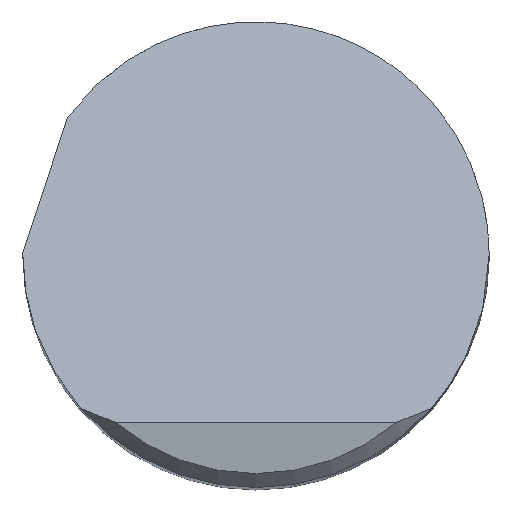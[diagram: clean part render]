
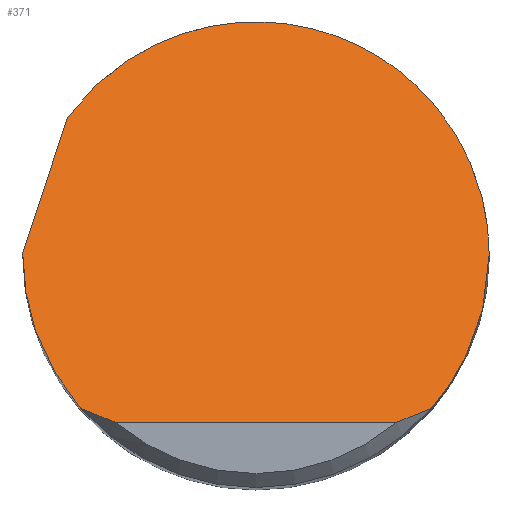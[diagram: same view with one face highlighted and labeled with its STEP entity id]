
A CAD part, top view. The second image highlights one B-rep face of the part: STEP entity #371.
In plain terms, the highlighted planar face has unit normal (0, 0.707, 0.707).
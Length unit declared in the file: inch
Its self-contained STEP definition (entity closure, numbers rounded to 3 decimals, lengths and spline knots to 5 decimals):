
#24 = VERTEX_POINT ( 'NONE', #304 ) ;
#25 = EDGE_CURVE ( 'NONE', #709, #696, #838, .T. ) ;
#28 = AXIS2_PLACEMENT_3D ( 'NONE', #201, #528, #198 ) ;
#32 = EDGE_CURVE ( 'NONE', #709, #80, #444, .T. ) ;
#39 = ORIENTED_EDGE ( 'NONE', *, *, #639, .F. ) ;
#42 = CARTESIAN_POINT ( 'NONE',  ( -0.15108, -0.18, 3. ) ) ;
#46 = CARTESIAN_POINT ( 'NONE',  ( -0.30701, -0.17058, 2.99058 ) ) ;
#51 = VERTEX_POINT ( 'NONE', #708 ) ;
#55 = CARTESIAN_POINT ( 'NONE',  ( 0.15108, -0.18, 3. ) ) ;
#57 = ORIENTED_EDGE ( 'NONE', *, *, #337, .T. ) ;
#64 = ORIENTED_EDGE ( 'NONE', *, *, #504, .F. ) ;
#75 = CARTESIAN_POINT ( 'NONE',  ( -0.25, 0., 2.82 ) ) ;
#80 = VERTEX_POINT ( 'NONE', #300 ) ;
#84 = PLANE ( 'NONE',  #28 ) ;
#86 = B_SPLINE_CURVE_WITH_KNOTS ( 'NONE', 3,
 ( #55, #321, #436, #587 ),
 .UNSPECIFIED., .F., .F.,
 ( 4, 4 ),
 ( 0., 0.00108 ),
 .UNSPECIFIED. ) ;
#90 = CARTESIAN_POINT ( 'NONE',  ( -0.18782, -0.165, 2.985 ) ) ;
#94 = CARTESIAN_POINT ( 'NONE',  ( -0.22834, -0.11887, 2.93887 ) ) ;
#116 = DIRECTION ( 'NONE',  ( 0.227, 0.689, -0.689 ) ) ;
#130 = CARTESIAN_POINT ( 'NONE',  ( 0., -0.18, 3. ) ) ;
#142 = CARTESIAN_POINT ( 'NONE',  ( 0.18782, -0.165, 2.985 ) ) ;
#148 =( BOUNDED_CURVE ( )  B_SPLINE_CURVE ( 3, ( #222, #164, #151, #702 ),
 .UNSPECIFIED., .F., .T. ) 
 B_SPLINE_CURVE_WITH_KNOTS ( ( 4, 4 ),
 ( 4.71239, 4.72039 ),
 .UNSPECIFIED. ) 
 CURVE ( )  GEOMETRIC_REPRESENTATION_ITEM ( )  RATIONAL_B_SPLINE_CURVE ( ( 1., 1., 1., 1. ) ) 
 REPRESENTATION_ITEM ( '' )  );
#151 = CARTESIAN_POINT ( 'NONE',  ( -0.25, 0.00133, 2.81867 ) ) ;
#156 = CARTESIAN_POINT ( 'NONE',  ( -0.16367, -0.17542, 2.99542 ) ) ;
#163 = CARTESIAN_POINT ( 'NONE',  ( -0.20198, 0.14732, 2.67268 ) ) ;
#164 = CARTESIAN_POINT ( 'NONE',  ( -0.25, 0.00067, 2.81933 ) ) ;
#170 = CARTESIAN_POINT ( 'NONE',  ( -0.25, -0.06141, 2.88141 ) ) ;
#182 = EDGE_LOOP ( 'NONE', ( #57, #397, #503, #722, #39, #64, #747, #336 ) ) ;
#186 = EDGE_CURVE ( 'NONE', #51, #847, #86, .T. ) ;
#198 = DIRECTION ( 'NONE',  ( 0., 0.707, -0.707 ) ) ;
#201 = CARTESIAN_POINT ( 'NONE',  ( -0.25, -0.18, 3. ) ) ;
#222 = CARTESIAN_POINT ( 'NONE',  ( -0.25, 0., 2.82 ) ) ;
#228 = VERTEX_POINT ( 'NONE', #854 ) ;
#265 = FACE_OUTER_BOUND ( 'NONE', #182, .T. ) ;
#286 = EDGE_CURVE ( 'NONE', #24, #847, #789, .T. ) ;
#293 = VECTOR ( 'NONE', #116, 39.37008 ) ;
#300 = CARTESIAN_POINT ( 'NONE',  ( -0.15108, -0.18, 3. ) ) ;
#304 = CARTESIAN_POINT ( 'NONE',  ( 0.25, 0., 2.82 ) ) ;
#321 = CARTESIAN_POINT ( 'NONE',  ( 0.16367, -0.17542, 2.99542 ) ) ;
#327 = CARTESIAN_POINT ( 'NONE',  ( -0.18782, -0.165, 2.985 ) ) ;
#336 = ORIENTED_EDGE ( 'NONE', *, *, #32, .T. ) ;
#337 = EDGE_CURVE ( 'NONE', #80, #51, #475, .T. ) ;
#371 = ADVANCED_FACE ( 'NONE', ( #265 ), #84, .F. ) ;
#385 = LINE ( 'NONE', #46, #293 ) ;
#397 = ORIENTED_EDGE ( 'NONE', *, *, #186, .T. ) ;
#410 = CARTESIAN_POINT ( 'NONE',  ( 0.25, 0., 2.82 ) ) ;
#414 = CARTESIAN_POINT ( 'NONE',  ( 0.25, 0.29348, 2.52652 ) ) ;
#436 = CARTESIAN_POINT ( 'NONE',  ( 0.17589, -0.1704, 2.9904 ) ) ;
#444 = B_SPLINE_CURVE_WITH_KNOTS ( 'NONE', 3,
 ( #481, #549, #156, #42 ),
 .UNSPECIFIED., .F., .F.,
 ( 4, 4 ),
 ( 0., 0.00108 ),
 .UNSPECIFIED. ) ;
#459 = CARTESIAN_POINT ( 'NONE',  ( 0.22834, -0.11887, 2.93887 ) ) ;
#475 = LINE ( 'NONE', #130, #726 ) ;
#481 = CARTESIAN_POINT ( 'NONE',  ( -0.18782, -0.165, 2.985 ) ) ;
#495 =( BOUNDED_CURVE ( )  B_SPLINE_CURVE ( 3, ( #163, #561, #414, #410 ),
 .UNSPECIFIED., .F., .T. ) 
 B_SPLINE_CURVE_WITH_KNOTS ( ( 4, 4 ),
 ( 5.34257, 7.85398 ),
 .UNSPECIFIED. ) 
 CURVE ( )  GEOMETRIC_REPRESENTATION_ITEM ( )  RATIONAL_B_SPLINE_CURVE ( ( 1., 0.54, 0.54, 1. ) ) 
 REPRESENTATION_ITEM ( '' )  );
#503 = ORIENTED_EDGE ( 'NONE', *, *, #286, .F. ) ;
#504 = EDGE_CURVE ( 'NONE', #696, #228, #148, .T. ) ;
#528 = DIRECTION ( 'NONE',  ( 0., -0.707, -0.707 ) ) ;
#534 = CARTESIAN_POINT ( 'NONE',  ( 0.25, 0., 2.82 ) ) ;
#549 = CARTESIAN_POINT ( 'NONE',  ( -0.17589, -0.1704, 2.9904 ) ) ;
#561 = CARTESIAN_POINT ( 'NONE',  ( -0.02903, 0.38443, 2.43557 ) ) ;
#587 = CARTESIAN_POINT ( 'NONE',  ( 0.18782, -0.165, 2.985 ) ) ;
#639 = EDGE_CURVE ( 'NONE', #228, #817, #385, .T. ) ;
#683 = CARTESIAN_POINT ( 'NONE',  ( 0.18782, -0.165, 2.985 ) ) ;
#696 = VERTEX_POINT ( 'NONE', #75 ) ;
#702 = CARTESIAN_POINT ( 'NONE',  ( -0.24999, 0.002, 2.818 ) ) ;
#708 = CARTESIAN_POINT ( 'NONE',  ( 0.15108, -0.18, 3. ) ) ;
#709 = VERTEX_POINT ( 'NONE', #327 ) ;
#722 = ORIENTED_EDGE ( 'NONE', *, *, #818, .F. ) ;
#726 = VECTOR ( 'NONE', #808, 39.37008 ) ;
#747 = ORIENTED_EDGE ( 'NONE', *, *, #25, .F. ) ;
#765 = CARTESIAN_POINT ( 'NONE',  ( -0.25, 0., 2.82 ) ) ;
#768 = CARTESIAN_POINT ( 'NONE',  ( -0.20198, 0.14732, 2.67268 ) ) ;
#789 =( BOUNDED_CURVE ( )  B_SPLINE_CURVE ( 3, ( #534, #863, #459, #142 ),
 .UNSPECIFIED., .F., .T. ) 
 B_SPLINE_CURVE_WITH_KNOTS ( ( 4, 4 ),
 ( 1.5708, 2.29162 ),
 .UNSPECIFIED. ) 
 CURVE ( )  GEOMETRIC_REPRESENTATION_ITEM ( )  RATIONAL_B_SPLINE_CURVE ( ( 1., 0.957, 0.957, 1. ) ) 
 REPRESENTATION_ITEM ( '' )  );
#808 = DIRECTION ( 'NONE',  ( 1., 0., 0. ) ) ;
#817 = VERTEX_POINT ( 'NONE', #768 ) ;
#818 = EDGE_CURVE ( 'NONE', #817, #24, #495, .T. ) ;
#838 =( BOUNDED_CURVE ( )  B_SPLINE_CURVE ( 3, ( #90, #94, #170, #765 ),
 .UNSPECIFIED., .F., .T. ) 
 B_SPLINE_CURVE_WITH_KNOTS ( ( 4, 4 ),
 ( 3.99157, 4.71239 ),
 .UNSPECIFIED. ) 
 CURVE ( )  GEOMETRIC_REPRESENTATION_ITEM ( )  RATIONAL_B_SPLINE_CURVE ( ( 1., 0.957, 0.957, 1. ) ) 
 REPRESENTATION_ITEM ( '' )  );
#847 = VERTEX_POINT ( 'NONE', #683 ) ;
#854 = CARTESIAN_POINT ( 'NONE',  ( -0.24999, 0.002, 2.818 ) ) ;
#863 = CARTESIAN_POINT ( 'NONE',  ( 0.25, -0.06141, 2.88141 ) ) ;
